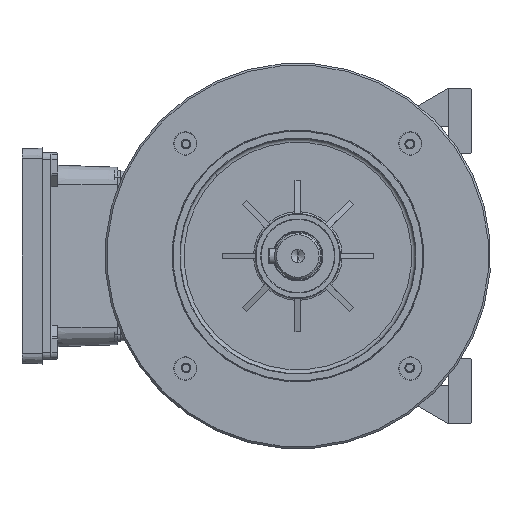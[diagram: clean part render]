
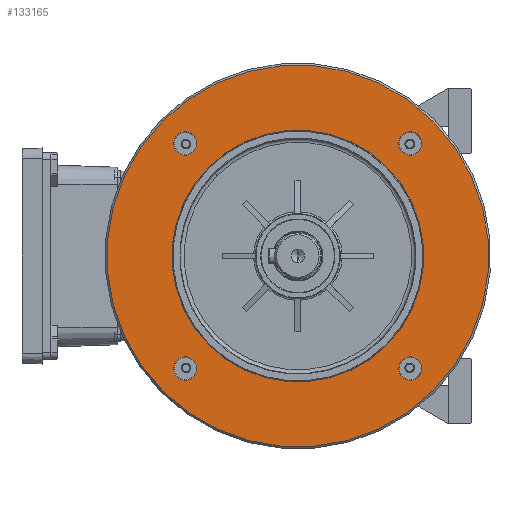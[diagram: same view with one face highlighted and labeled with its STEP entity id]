
A CAD part, left-side view. The second image highlights one B-rep face of the part: STEP entity #133165.
In plain terms, the highlighted face is planar.
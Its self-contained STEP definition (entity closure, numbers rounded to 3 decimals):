
#683 = EDGE_CURVE ( 'NONE', #119237, #70885, #37121, .T. ) ;
#811 = CARTESIAN_POINT ( 'NONE',  ( 3., 82.5, 0. ) ) ;
#896 = EDGE_CURVE ( 'NONE', #98658, #97271, #64575, .T. ) ;
#1981 = FACE_BOUND ( 'NONE', #60145, .T. ) ;
#2227 = VERTEX_POINT ( 'NONE', #125403 ) ;
#2361 = ORIENTED_EDGE ( 'NONE', *, *, #14111, .T. ) ;
#6749 = DIRECTION ( 'NONE',  ( -1., 0., 0. ) ) ;
#8632 = ORIENTED_EDGE ( 'NONE', *, *, #64194, .T. ) ;
#10457 = EDGE_LOOP ( 'NONE', ( #37768, #94860 ) ) ;
#11357 = FACE_BOUND ( 'NONE', #10457, .T. ) ;
#13449 = CARTESIAN_POINT ( 'NONE',  ( 3., 0., 0. ) ) ;
#14111 = EDGE_CURVE ( 'NONE', #2227, #68152, #49164, .T. ) ;
#14202 = DIRECTION ( 'NONE',  ( -1., 0., 0. ) ) ;
#15573 = AXIS2_PLACEMENT_3D ( 'NONE', #115951, #39736, #83180 ) ;
#19955 = DIRECTION ( 'NONE',  ( -1., 0., 0. ) ) ;
#20468 = VERTEX_POINT ( 'NONE', #83804 ) ;
#24141 = DIRECTION ( 'NONE',  ( 0., 0., -1. ) ) ;
#24516 = CARTESIAN_POINT ( 'NONE',  ( 3., 0., 65.25 ) ) ;
#24906 = VERTEX_POINT ( 'NONE', #58710 ) ;
#25741 = CIRCLE ( 'NONE', #105401, 65.25 ) ;
#27418 = CARTESIAN_POINT ( 'NONE',  ( 3., 0., -65.25 ) ) ;
#28547 = CARTESIAN_POINT ( 'NONE',  ( 3., 82.5, -6. ) ) ;
#29563 = CARTESIAN_POINT ( 'NONE',  ( 3., -82.5, 0. ) ) ;
#30405 = CIRCLE ( 'NONE', #59937, 6. ) ;
#33689 = AXIS2_PLACEMENT_3D ( 'NONE', #112144, #79369, #81504 ) ;
#34307 = CARTESIAN_POINT ( 'NONE',  ( 3., 82.5, 0. ) ) ;
#34929 = VERTEX_POINT ( 'NONE', #24516 ) ;
#35129 = EDGE_CURVE ( 'NONE', #84324, #54051, #97293, .T. ) ;
#35840 = EDGE_CURVE ( 'NONE', #34929, #78326, #104154, .T. ) ;
#35916 = CARTESIAN_POINT ( 'NONE',  ( 3., 0., 99. ) ) ;
#37038 = AXIS2_PLACEMENT_3D ( 'NONE', #74081, #19955, #93266 ) ;
#37121 = CIRCLE ( 'NONE', #139502, 99. ) ;
#37768 = ORIENTED_EDGE ( 'NONE', *, *, #107367, .T. ) ;
#38228 = EDGE_CURVE ( 'NONE', #78326, #34929, #25741, .T. ) ;
#39376 = CARTESIAN_POINT ( 'NONE',  ( 3., 0., -99. ) ) ;
#39736 = DIRECTION ( 'NONE',  ( -1., 0., 0. ) ) ;
#48842 = ORIENTED_EDGE ( 'NONE', *, *, #683, .T. ) ;
#49164 = CIRCLE ( 'NONE', #119736, 6. ) ;
#52063 = CARTESIAN_POINT ( 'NONE',  ( 3., 0., 0. ) ) ;
#54051 = VERTEX_POINT ( 'NONE', #28547 ) ;
#56898 = DIRECTION ( 'NONE',  ( 1., 0., 0. ) ) ;
#57332 = DIRECTION ( 'NONE',  ( 0., 0., -1. ) ) ;
#58710 = CARTESIAN_POINT ( 'NONE',  ( 3., 0., 88.5 ) ) ;
#59915 = AXIS2_PLACEMENT_3D ( 'NONE', #68352, #14202, #112522 ) ;
#59937 = AXIS2_PLACEMENT_3D ( 'NONE', #29563, #80850, #92924 ) ;
#60145 = EDGE_LOOP ( 'NONE', ( #91356, #122749 ) ) ;
#62843 = ORIENTED_EDGE ( 'NONE', *, *, #35840, .T. ) ;
#63350 = CARTESIAN_POINT ( 'NONE',  ( 3., 0., 0. ) ) ;
#64194 = EDGE_CURVE ( 'NONE', #70885, #119237, #81476, .T. ) ;
#64575 = CIRCLE ( 'NONE', #59915, 6. ) ;
#64846 = FACE_OUTER_BOUND ( 'NONE', #115041, .T. ) ;
#64982 = DIRECTION ( 'NONE',  ( -1., 0., 0. ) ) ;
#68152 = VERTEX_POINT ( 'NONE', #74286 ) ;
#68352 = CARTESIAN_POINT ( 'NONE',  ( 3., -82.5, 0. ) ) ;
#70435 = ORIENTED_EDGE ( 'NONE', *, *, #88453, .T. ) ;
#70885 = VERTEX_POINT ( 'NONE', #39376 ) ;
#73271 = DIRECTION ( 'NONE',  ( -1., 0., 0. ) ) ;
#74081 = CARTESIAN_POINT ( 'NONE',  ( 3., 0., 82.5 ) ) ;
#74286 = CARTESIAN_POINT ( 'NONE',  ( 3., 0., -88.5 ) ) ;
#75104 = EDGE_LOOP ( 'NONE', ( #101395, #134044 ) ) ;
#77214 = CARTESIAN_POINT ( 'NONE',  ( 3., 82.5, 6. ) ) ;
#78326 = VERTEX_POINT ( 'NONE', #27418 ) ;
#79369 = DIRECTION ( 'NONE',  ( -1., 0., 0. ) ) ;
#80850 = DIRECTION ( 'NONE',  ( -1., 0., 0. ) ) ;
#81476 = CIRCLE ( 'NONE', #140705, 99. ) ;
#81504 = DIRECTION ( 'NONE',  ( 0., 0., -1. ) ) ;
#82267 = AXIS2_PLACEMENT_3D ( 'NONE', #88740, #91482, #57332 ) ;
#82303 = DIRECTION ( 'NONE',  ( 0., 0., -1. ) ) ;
#83180 = DIRECTION ( 'NONE',  ( 0., 0., -1. ) ) ;
#83804 = CARTESIAN_POINT ( 'NONE',  ( 3., 0., 76.5 ) ) ;
#84058 = EDGE_CURVE ( 'NONE', #20468, #24906, #112096, .T. ) ;
#84324 = VERTEX_POINT ( 'NONE', #77214 ) ;
#87704 = DIRECTION ( 'NONE',  ( 0., 0., -1. ) ) ;
#87830 = DIRECTION ( 'NONE',  ( 0., 0., -1. ) ) ;
#88453 = EDGE_CURVE ( 'NONE', #68152, #2227, #129335, .T. ) ;
#88740 = CARTESIAN_POINT ( 'NONE',  ( 3., 0., 82.5 ) ) ;
#89647 = PLANE ( 'NONE',  #140784 ) ;
#90468 = CARTESIAN_POINT ( 'NONE',  ( 3., -82.5, -6. ) ) ;
#91356 = ORIENTED_EDGE ( 'NONE', *, *, #84058, .T. ) ;
#91482 = DIRECTION ( 'NONE',  ( -1., 0., 0. ) ) ;
#92924 = DIRECTION ( 'NONE',  ( 0., 0., -1. ) ) ;
#93266 = DIRECTION ( 'NONE',  ( 0., 0., -1. ) ) ;
#94715 = CIRCLE ( 'NONE', #96950, 6. ) ;
#94860 = ORIENTED_EDGE ( 'NONE', *, *, #35129, .T. ) ;
#95334 = DIRECTION ( 'NONE',  ( 0., 0., -1. ) ) ;
#96361 = DIRECTION ( 'NONE',  ( -1., 0., 0. ) ) ;
#96950 = AXIS2_PLACEMENT_3D ( 'NONE', #34307, #64982, #131878 ) ;
#97271 = VERTEX_POINT ( 'NONE', #90468 ) ;
#97293 = CIRCLE ( 'NONE', #138306, 6. ) ;
#98658 = VERTEX_POINT ( 'NONE', #126382 ) ;
#98953 = CARTESIAN_POINT ( 'NONE',  ( 3., 100., 0. ) ) ;
#99640 = DIRECTION ( 'NONE',  ( 1., 0., 0. ) ) ;
#100307 = FACE_BOUND ( 'NONE', #137966, .T. ) ;
#101395 = ORIENTED_EDGE ( 'NONE', *, *, #115178, .T. ) ;
#104154 = CIRCLE ( 'NONE', #33689, 65.25 ) ;
#105401 = AXIS2_PLACEMENT_3D ( 'NONE', #63350, #73271, #95334 ) ;
#107367 = EDGE_CURVE ( 'NONE', #54051, #84324, #94715, .T. ) ;
#109006 = DIRECTION ( 'NONE',  ( 0., 0., -1. ) ) ;
#112096 = CIRCLE ( 'NONE', #37038, 6. ) ;
#112144 = CARTESIAN_POINT ( 'NONE',  ( 3., 0., 0. ) ) ;
#112522 = DIRECTION ( 'NONE',  ( 0., 0., -1. ) ) ;
#115041 = EDGE_LOOP ( 'NONE', ( #48842, #8632 ) ) ;
#115178 = EDGE_CURVE ( 'NONE', #97271, #98658, #30405, .T. ) ;
#115951 = CARTESIAN_POINT ( 'NONE',  ( 3., 0., -82.5 ) ) ;
#119237 = VERTEX_POINT ( 'NONE', #35916 ) ;
#119659 = FACE_BOUND ( 'NONE', #120994, .T. ) ;
#119736 = AXIS2_PLACEMENT_3D ( 'NONE', #136444, #6749, #82303 ) ;
#120371 = FACE_BOUND ( 'NONE', #75104, .T. ) ;
#120994 = EDGE_LOOP ( 'NONE', ( #62843, #136503 ) ) ;
#122749 = ORIENTED_EDGE ( 'NONE', *, *, #137374, .T. ) ;
#125403 = CARTESIAN_POINT ( 'NONE',  ( 3., 0., -76.5 ) ) ;
#125488 = CIRCLE ( 'NONE', #82267, 6. ) ;
#126382 = CARTESIAN_POINT ( 'NONE',  ( 3., -82.5, 6. ) ) ;
#129335 = CIRCLE ( 'NONE', #15573, 6. ) ;
#131878 = DIRECTION ( 'NONE',  ( 0., 0., -1. ) ) ;
#133165 = ADVANCED_FACE ( 'NONE', ( #120371, #100307, #11357, #1981, #119659, #64846 ), #89647, .T. ) ;
#134044 = ORIENTED_EDGE ( 'NONE', *, *, #896, .T. ) ;
#136444 = CARTESIAN_POINT ( 'NONE',  ( 3., 0., -82.5 ) ) ;
#136503 = ORIENTED_EDGE ( 'NONE', *, *, #38228, .T. ) ;
#137374 = EDGE_CURVE ( 'NONE', #24906, #20468, #125488, .T. ) ;
#137966 = EDGE_LOOP ( 'NONE', ( #70435, #2361 ) ) ;
#138306 = AXIS2_PLACEMENT_3D ( 'NONE', #811, #96361, #87830 ) ;
#139018 = DIRECTION ( 'NONE',  ( 1., 0., 0. ) ) ;
#139502 = AXIS2_PLACEMENT_3D ( 'NONE', #52063, #139018, #87704 ) ;
#140705 = AXIS2_PLACEMENT_3D ( 'NONE', #13449, #56898, #109006 ) ;
#140784 = AXIS2_PLACEMENT_3D ( 'NONE', #98953, #99640, #24141 ) ;
